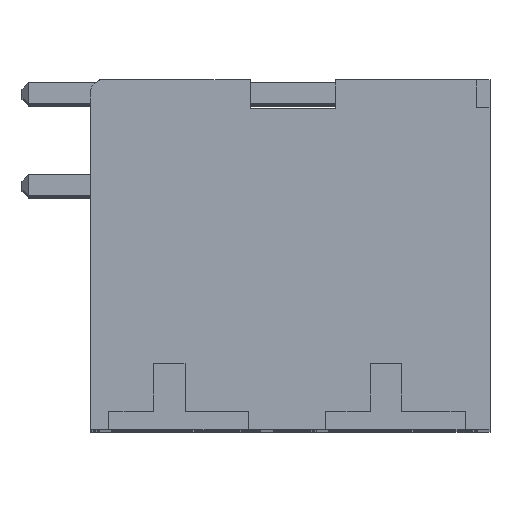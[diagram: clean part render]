
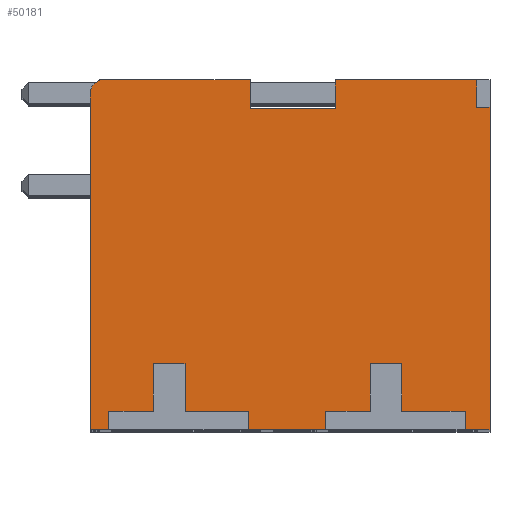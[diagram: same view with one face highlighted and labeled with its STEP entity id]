
A CAD part, top view. The second image highlights one B-rep face of the part: STEP entity #50181.
In plain terms, the highlighted planar face has unit normal (0, 0, 1).
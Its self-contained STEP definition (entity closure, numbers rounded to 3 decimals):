
#13202=DIRECTION('',(-1.,0.,0.));
#13203=VECTOR('',#13202,5.39);
#13204=CARTESIAN_POINT('',(11.703,13.3,33.7));
#13205=LINE('',#13204,#13203);
#13394=DIRECTION('',(0.,-1.,0.));
#13395=VECTOR('',#13394,1.092);
#13396=CARTESIAN_POINT('',(6.313,13.3,33.7));
#13397=LINE('',#13396,#13395);
#13502=DIRECTION('',(0.,1.,0.));
#13503=VECTOR('',#13502,1.092);
#13504=CARTESIAN_POINT('',(3.074,12.208,33.7));
#13505=LINE('',#13504,#13503);
#13990=DIRECTION('',(-1.,0.,0.));
#13991=VECTOR('',#13990,5.716);
#13992=CARTESIAN_POINT('',(3.074,13.3,33.7));
#13993=LINE('',#13992,#13991);
#14378=DIRECTION('',(0.,-1.,0.));
#14379=VECTOR('',#14378,0.02);
#14380=CARTESIAN_POINT('',(-2.641,13.3,33.7));
#14381=LINE('',#14380,#14379);
#17140=DIRECTION('',(-1.,0.,0.));
#17141=VECTOR('',#17140,3.238);
#17142=CARTESIAN_POINT('',(6.313,12.208,33.7));
#17143=LINE('',#17142,#17141);
#17144=DIRECTION('',(0.,1.,0.));
#17145=VECTOR('',#17144,0.7);
#17146=CARTESIAN_POINT('',(11.25,0.,33.7));
#17147=LINE('',#17146,#17145);
#17148=DIRECTION('',(1.,0.,0.));
#17149=VECTOR('',#17148,2.4);
#17150=CARTESIAN_POINT('',(8.85,0.7,33.7));
#17151=LINE('',#17150,#17149);
#17152=DIRECTION('',(0.,-1.,0.));
#17153=VECTOR('',#17152,1.8);
#17154=CARTESIAN_POINT('',(8.85,2.5,33.7));
#17155=LINE('',#17154,#17153);
#17156=DIRECTION('',(1.,0.,0.));
#17157=VECTOR('',#17156,1.2);
#17158=CARTESIAN_POINT('',(7.65,2.5,33.7));
#17159=LINE('',#17158,#17157);
#17160=DIRECTION('',(0.,1.,0.));
#17161=VECTOR('',#17160,1.8);
#17162=CARTESIAN_POINT('',(7.65,0.7,33.7));
#17163=LINE('',#17162,#17161);
#17164=DIRECTION('',(1.,0.,0.));
#17165=VECTOR('',#17164,1.7);
#17166=CARTESIAN_POINT('',(5.95,0.7,33.7));
#17167=LINE('',#17166,#17165);
#17168=DIRECTION('',(0.,1.,0.));
#17169=VECTOR('',#17168,0.7);
#17170=CARTESIAN_POINT('',(5.95,0.,33.7));
#17171=LINE('',#17170,#17169);
#17172=DIRECTION('',(-1.,0.,0.));
#17173=VECTOR('',#17172,2.95);
#17174=CARTESIAN_POINT('',(5.95,0.,33.7));
#17175=LINE('',#17174,#17173);
#17176=DIRECTION('',(0.,1.,0.));
#17177=VECTOR('',#17176,0.7);
#17178=CARTESIAN_POINT('',(3.,0.,33.7));
#17179=LINE('',#17178,#17177);
#17180=DIRECTION('',(1.,0.,0.));
#17181=VECTOR('',#17180,2.4);
#17182=CARTESIAN_POINT('',(0.6,0.7,33.7));
#17183=LINE('',#17182,#17181);
#17184=DIRECTION('',(0.,-1.,0.));
#17185=VECTOR('',#17184,1.8);
#17186=CARTESIAN_POINT('',(0.6,2.5,33.7));
#17187=LINE('',#17186,#17185);
#17188=DIRECTION('',(1.,0.,0.));
#17189=VECTOR('',#17188,1.2);
#17190=CARTESIAN_POINT('',(-0.6,2.5,33.7));
#17191=LINE('',#17190,#17189);
#17192=DIRECTION('',(0.,1.,0.));
#17193=VECTOR('',#17192,1.8);
#17194=CARTESIAN_POINT('',(-0.6,0.7,33.7));
#17195=LINE('',#17194,#17193);
#17196=DIRECTION('',(1.,0.,0.));
#17197=VECTOR('',#17196,1.7);
#17198=CARTESIAN_POINT('',(-2.3,0.7,33.7));
#17199=LINE('',#17198,#17197);
#17200=DIRECTION('',(0.,1.,0.));
#17201=VECTOR('',#17200,0.7);
#17202=CARTESIAN_POINT('',(-2.3,0.,33.7));
#17203=LINE('',#17202,#17201);
#17204=DIRECTION('',(-1.,0.,0.));
#17205=VECTOR('',#17204,0.7);
#17206=CARTESIAN_POINT('',(-2.3,0.,33.7));
#17207=LINE('',#17206,#17205);
#17208=DIRECTION('',(0.,1.,0.));
#17209=VECTOR('',#17208,12.8);
#17210=CARTESIAN_POINT('',(-3.,0.,33.7));
#17211=LINE('',#17210,#17209);
#17212=CARTESIAN_POINT('',(-2.5,12.8,33.7));
#17213=DIRECTION('',(0.,0.,-1.));
#17214=DIRECTION('',(-1.,0.,0.));
#17215=AXIS2_PLACEMENT_3D('',#17212,#17213,#17214);
#17217=DIRECTION('',(0.,-1.,0.));
#17218=VECTOR('',#17217,12.25);
#17219=CARTESIAN_POINT('',(12.2,12.25,33.7));
#17220=LINE('',#17219,#17218);
#17221=DIRECTION('',(-1.,0.,0.));
#17222=VECTOR('',#17221,0.95);
#17223=CARTESIAN_POINT('',(12.2,0.,33.7));
#17224=LINE('',#17223,#17222);
#17384=DIRECTION('',(0.,1.,0.));
#17385=VECTOR('',#17384,1.05);
#17386=CARTESIAN_POINT('',(11.703,12.25,33.7));
#17387=LINE('',#17386,#17385);
#17400=DIRECTION('',(-1.,0.,0.));
#17401=VECTOR('',#17400,0.497);
#17402=CARTESIAN_POINT('',(12.2,12.25,33.7));
#17403=LINE('',#17402,#17401);
#18844=CARTESIAN_POINT('',(-3.,0.,33.7));
#18845=VERTEX_POINT('',#18844);
#18926=CARTESIAN_POINT('',(12.2,12.25,33.7));
#18927=CARTESIAN_POINT('',(12.2,0.,33.7));
#18928=VERTEX_POINT('',#18926);
#18929=VERTEX_POINT('',#18927);
#18936=CARTESIAN_POINT('',(11.703,13.3,33.7));
#18937=VERTEX_POINT('',#18936);
#18938=CARTESIAN_POINT('',(6.313,13.3,33.7));
#18939=VERTEX_POINT('',#18938);
#18940=CARTESIAN_POINT('',(6.313,12.208,33.7));
#18941=VERTEX_POINT('',#18940);
#18950=CARTESIAN_POINT('',(3.074,12.208,33.7));
#18951=CARTESIAN_POINT('',(3.074,13.3,33.7));
#18952=VERTEX_POINT('',#18950);
#18953=VERTEX_POINT('',#18951);
#18962=CARTESIAN_POINT('',(-2.641,13.3,33.7));
#18963=VERTEX_POINT('',#18962);
#18964=CARTESIAN_POINT('',(-2.641,13.28,33.7));
#18965=VERTEX_POINT('',#18964);
#18994=CARTESIAN_POINT('',(-3.,12.8,33.7));
#18995=VERTEX_POINT('',#18994);
#18996=CARTESIAN_POINT('',(11.703,12.25,33.7));
#18997=VERTEX_POINT('',#18996);
#19240=CARTESIAN_POINT('',(11.25,0.7,33.7));
#19241=VERTEX_POINT('',#19240);
#19242=CARTESIAN_POINT('',(11.25,0.,33.7));
#19243=VERTEX_POINT('',#19242);
#19244=CARTESIAN_POINT('',(5.95,0.,33.7));
#19245=VERTEX_POINT('',#19244);
#19246=CARTESIAN_POINT('',(5.95,0.7,33.7));
#19247=VERTEX_POINT('',#19246);
#19248=CARTESIAN_POINT('',(7.65,0.7,33.7));
#19249=VERTEX_POINT('',#19248);
#19250=CARTESIAN_POINT('',(7.65,2.5,33.7));
#19251=VERTEX_POINT('',#19250);
#19252=CARTESIAN_POINT('',(8.85,2.5,33.7));
#19253=VERTEX_POINT('',#19252);
#19254=CARTESIAN_POINT('',(8.85,0.7,33.7));
#19255=VERTEX_POINT('',#19254);
#19256=CARTESIAN_POINT('',(3.,0.,33.7));
#19257=VERTEX_POINT('',#19256);
#19258=CARTESIAN_POINT('',(-2.3,0.,33.7));
#19259=VERTEX_POINT('',#19258);
#19260=CARTESIAN_POINT('',(-2.3,0.7,33.7));
#19261=VERTEX_POINT('',#19260);
#19262=CARTESIAN_POINT('',(-0.6,0.7,33.7));
#19263=VERTEX_POINT('',#19262);
#19264=CARTESIAN_POINT('',(-0.6,2.5,33.7));
#19265=VERTEX_POINT('',#19264);
#19266=CARTESIAN_POINT('',(0.6,2.5,33.7));
#19267=VERTEX_POINT('',#19266);
#19268=CARTESIAN_POINT('',(0.6,0.7,33.7));
#19269=VERTEX_POINT('',#19268);
#19270=CARTESIAN_POINT('',(3.,0.7,33.7));
#19271=VERTEX_POINT('',#19270);
#50128=CARTESIAN_POINT('',(0.,0.,33.7));
#50129=DIRECTION('',(0.,0.,1.));
#50130=DIRECTION('',(1.,0.,0.));
#50131=AXIS2_PLACEMENT_3D('',#50128,#50129,#50130);
#50132=PLANE('',#50131);
#50134=ORIENTED_EDGE('',*,*,#50133,.T.);
#50136=ORIENTED_EDGE('',*,*,#50135,.F.);
#50138=ORIENTED_EDGE('',*,*,#50137,.F.);
#50140=ORIENTED_EDGE('',*,*,#50139,.F.);
#50142=ORIENTED_EDGE('',*,*,#50141,.F.);
#50144=ORIENTED_EDGE('',*,*,#50143,.F.);
#50146=ORIENTED_EDGE('',*,*,#50145,.F.);
#50147=ORIENTED_EDGE('',*,*,#24915,.T.);
#50149=ORIENTED_EDGE('',*,*,#50148,.T.);
#50151=ORIENTED_EDGE('',*,*,#50150,.F.);
#50153=ORIENTED_EDGE('',*,*,#50152,.F.);
#50155=ORIENTED_EDGE('',*,*,#50154,.F.);
#50157=ORIENTED_EDGE('',*,*,#50156,.F.);
#50159=ORIENTED_EDGE('',*,*,#50158,.F.);
#50161=ORIENTED_EDGE('',*,*,#50160,.F.);
#50162=ORIENTED_EDGE('',*,*,#24907,.T.);
#50164=ORIENTED_EDGE('',*,*,#50163,.T.);
#50166=ORIENTED_EDGE('',*,*,#50165,.T.);
#50167=ORIENTED_EDGE('',*,*,#45095,.F.);
#50168=ORIENTED_EDGE('',*,*,#45065,.F.);
#50169=ORIENTED_EDGE('',*,*,#44114,.F.);
#50170=ORIENTED_EDGE('',*,*,#50123,.F.);
#50171=ORIENTED_EDGE('',*,*,#43882,.F.);
#50172=ORIENTED_EDGE('',*,*,#43867,.F.);
#50174=ORIENTED_EDGE('',*,*,#50173,.F.);
#50176=ORIENTED_EDGE('',*,*,#50175,.F.);
#50177=ORIENTED_EDGE('',*,*,#43630,.T.);
#50178=ORIENTED_EDGE('',*,*,#24923,.T.);
#50179=EDGE_LOOP('',(#50134,#50136,#50138,#50140,#50142,#50144,#50146,#50147,
#50149,#50151,#50153,#50155,#50157,#50159,#50161,#50162,#50164,#50166,#50167,
#50168,#50169,#50170,#50171,#50172,#50174,#50176,#50177,#50178));
#50180=FACE_OUTER_BOUND('',#50179,.F.);
#17216=CIRCLE('',#17215,0.5);
#24907=EDGE_CURVE('',#19259,#18845,#17207,.T.);
#24915=EDGE_CURVE('',#19245,#19257,#17175,.T.);
#24923=EDGE_CURVE('',#18929,#19243,#17224,.T.);
#43630=EDGE_CURVE('',#18928,#18929,#17220,.T.);
#43867=EDGE_CURVE('',#18937,#18939,#13205,.T.);
#43882=EDGE_CURVE('',#18939,#18941,#13397,.T.);
#44114=EDGE_CURVE('',#18952,#18953,#13505,.T.);
#45065=EDGE_CURVE('',#18953,#18963,#13993,.T.);
#45095=EDGE_CURVE('',#18963,#18965,#14381,.T.);
#50123=EDGE_CURVE('',#18941,#18952,#17143,.T.);
#50133=EDGE_CURVE('',#19243,#19241,#17147,.T.);
#50135=EDGE_CURVE('',#19255,#19241,#17151,.T.);
#50137=EDGE_CURVE('',#19253,#19255,#17155,.T.);
#50139=EDGE_CURVE('',#19251,#19253,#17159,.T.);
#50141=EDGE_CURVE('',#19249,#19251,#17163,.T.);
#50143=EDGE_CURVE('',#19247,#19249,#17167,.T.);
#50145=EDGE_CURVE('',#19245,#19247,#17171,.T.);
#50148=EDGE_CURVE('',#19257,#19271,#17179,.T.);
#50150=EDGE_CURVE('',#19269,#19271,#17183,.T.);
#50152=EDGE_CURVE('',#19267,#19269,#17187,.T.);
#50154=EDGE_CURVE('',#19265,#19267,#17191,.T.);
#50156=EDGE_CURVE('',#19263,#19265,#17195,.T.);
#50158=EDGE_CURVE('',#19261,#19263,#17199,.T.);
#50160=EDGE_CURVE('',#19259,#19261,#17203,.T.);
#50163=EDGE_CURVE('',#18845,#18995,#17211,.T.);
#50165=EDGE_CURVE('',#18995,#18965,#17216,.T.);
#50173=EDGE_CURVE('',#18997,#18937,#17387,.T.);
#50175=EDGE_CURVE('',#18928,#18997,#17403,.T.);
#50181=ADVANCED_FACE('',(#50180),#50132,.T.);
